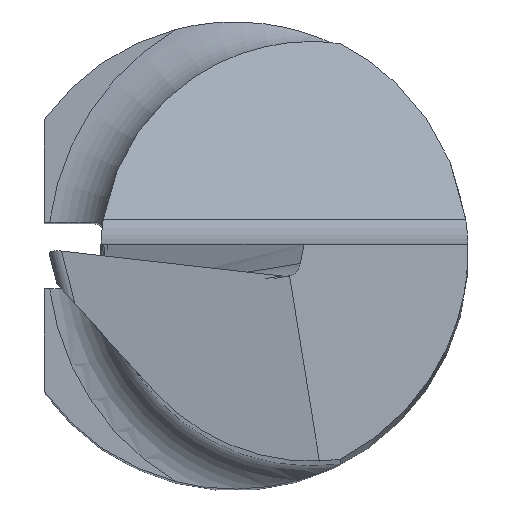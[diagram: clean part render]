
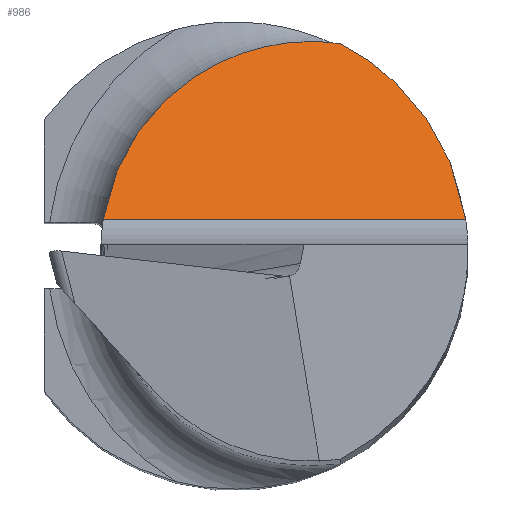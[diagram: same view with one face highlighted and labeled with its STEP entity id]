
A CAD part, top view. The second image highlights one B-rep face of the part: STEP entity #986.
In plain terms, the highlighted planar face has unit normal (0, 0.766, 0.643).
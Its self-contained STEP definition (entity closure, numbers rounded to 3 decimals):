
#82 = VERTEX_POINT ( 'NONE', #152 ) ;
#152 = CARTESIAN_POINT ( 'NONE',  ( 1.587, 3.12, 46.399 ) ) ;
#196 = CARTESIAN_POINT ( 'NONE',  ( 3.468, 0.474, 49.552 ) ) ;
#207 = CARTESIAN_POINT ( 'NONE',  ( -1.964, 0.474, 49.552 ) ) ;
#285 = ORIENTED_EDGE ( 'NONE', *, *, #516, .T. ) ;
#295 = VERTEX_POINT ( 'NONE', #1130 ) ;
#315 = EDGE_CURVE ( 'NONE', #295, #82, #475, .T. ) ;
#335 = CARTESIAN_POINT ( 'NONE',  ( 3.5, 0.474, 49.552 ) ) ;
#346 = VECTOR ( 'NONE', #1134, 1000. ) ;
#364 = CARTESIAN_POINT ( 'NONE',  ( 1.587, 3.12, 46.399 ) ) ;
#375 = CARTESIAN_POINT ( 'NONE',  ( -1.689, 2.281, 47.398 ) ) ;
#389 = CARTESIAN_POINT ( 'NONE',  ( 1.587, 3.12, 46.399 ) ) ;
#394 = CARTESIAN_POINT ( 'NONE',  ( 3.468, 0.474, 49.552 ) ) ;
#430 = ORIENTED_EDGE ( 'NONE', *, *, #315, .F. ) ;
#463 = AXIS2_PLACEMENT_3D ( 'NONE', #335, #711, #1098 ) ;
#475 =( BOUNDED_CURVE ( )  B_SPLINE_CURVE ( 3, ( #207, #375, #658, #364 ),
 .UNSPECIFIED., .F., .T. ) 
 B_SPLINE_CURVE_WITH_KNOTS ( ( 4, 4 ),
 ( 4.864, 6.422 ),
 .UNSPECIFIED. ) 
 CURVE ( )  GEOMETRIC_REPRESENTATION_ITEM ( )  RATIONAL_B_SPLINE_CURVE ( ( 1., 0.808, 0.808, 1. ) ) 
 REPRESENTATION_ITEM ( '' )  );
#516 = EDGE_CURVE ( 'NONE', #757, #82, #853, .T. ) ;
#658 = CARTESIAN_POINT ( 'NONE',  ( -0.223, 3.373, 46.097 ) ) ;
#669 = CARTESIAN_POINT ( 'NONE',  ( 3.5, 0.474, 49.552 ) ) ;
#711 = DIRECTION ( 'NONE',  ( 0., -0.766, -0.643 ) ) ;
#754 = EDGE_CURVE ( 'NONE', #757, #295, #1056, .T. ) ;
#757 = VERTEX_POINT ( 'NONE', #196 ) ;
#769 = EDGE_LOOP ( 'NONE', ( #1085, #285, #430 ) ) ;
#778 = CARTESIAN_POINT ( 'NONE',  ( 2.631, 2.589, 47.032 ) ) ;
#853 =( BOUNDED_CURVE ( )  B_SPLINE_CURVE ( 3, ( #394, #987, #778, #389 ),
 .UNSPECIFIED., .F., .T. ) 
 B_SPLINE_CURVE_WITH_KNOTS ( ( 4, 4 ),
 ( 4.848, 5.813 ),
 .UNSPECIFIED. ) 
 CURVE ( )  GEOMETRIC_REPRESENTATION_ITEM ( )  RATIONAL_B_SPLINE_CURVE ( ( 1., 0.924, 0.924, 1. ) ) 
 REPRESENTATION_ITEM ( '' )  );
#986 = ADVANCED_FACE ( 'NONE', ( #1187 ), #1003, .F. ) ;
#987 = CARTESIAN_POINT ( 'NONE',  ( 3.309, 1.634, 48.169 ) ) ;
#1003 = PLANE ( 'NONE',  #463 ) ;
#1056 = LINE ( 'NONE', #669, #346 ) ;
#1085 = ORIENTED_EDGE ( 'NONE', *, *, #754, .F. ) ;
#1098 = DIRECTION ( 'NONE',  ( 0., 0.643, -0.766 ) ) ;
#1130 = CARTESIAN_POINT ( 'NONE',  ( -1.964, 0.474, 49.552 ) ) ;
#1134 = DIRECTION ( 'NONE',  ( -1., 0., 0. ) ) ;
#1187 = FACE_OUTER_BOUND ( 'NONE', #769, .T. ) ;
